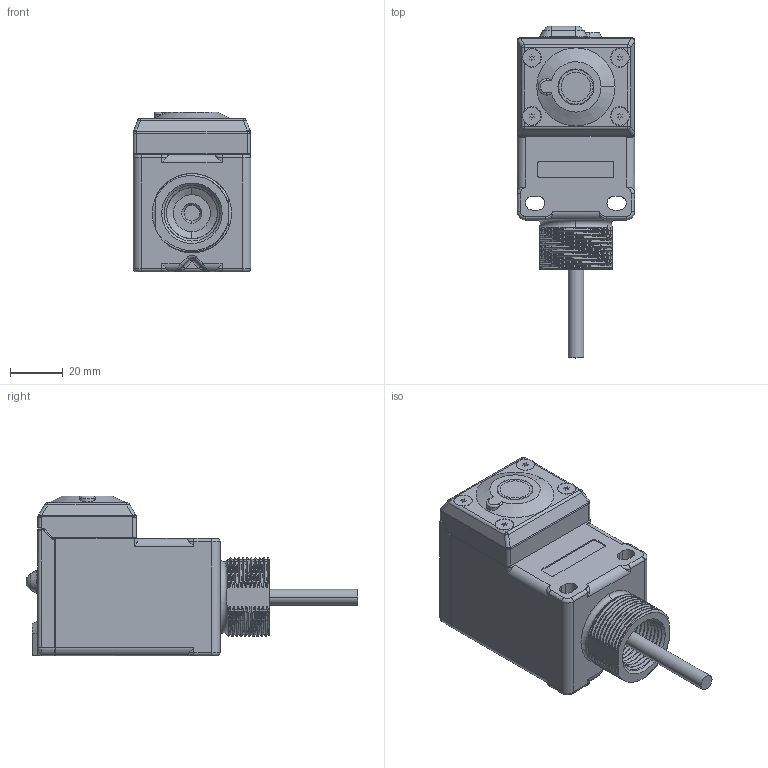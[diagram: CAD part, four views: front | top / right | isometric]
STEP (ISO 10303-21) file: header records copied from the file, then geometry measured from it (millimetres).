
FILE_DESCRIPTION((''),'2;1');
FILE_NAME('156717_SW','2012-01-24T',('banengservice'),('BANNER ENGINEERING'),'PRO/ENGINEER BY PARAMETRIC TECHNOLOGY CORPORATION, 2009141','PRO/ENGINEER BY PARAMETRIC TECHNOLOGY CORPORATION, 2009141','');
FILE_SCHEMA(('CONFIG_CONTROL_DESIGN'));
Length unit declared in the file: inch
Products named in the file (1): 156717_SW
Bounding box: 44.53 x 125.61 x 60.5 mm (x, y, z)
Volume: 73970.6 mm3; surface area: 48691.4 mm2
Topology: 3 solids, 4 shells, 1013 faces, 2590 edges, 1585 vertices
Faces by surface type: plane 374, cylinder 347, bspline 138, torus 63, cone 48, sphere 43
Entity records: 46563 total; most frequent: CARTESIAN_POINT 22949, ORIENTED_EDGE 5144, DIRECTION 4586, EDGE_CURVE 2572, VERTEX_POINT 1585, AXIS2_PLACEMENT_3D 1581, VECTOR 1424, LINE 1424
